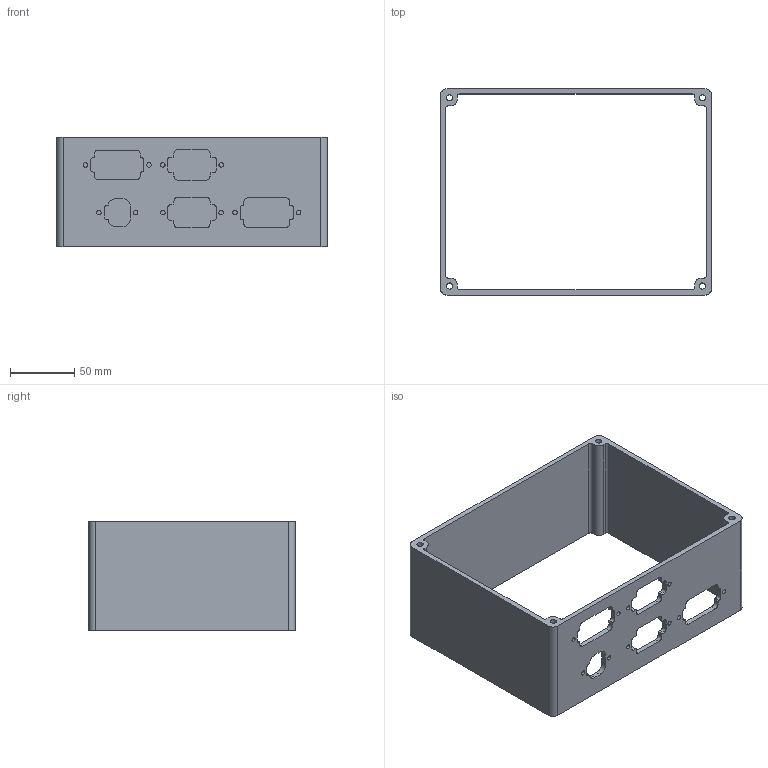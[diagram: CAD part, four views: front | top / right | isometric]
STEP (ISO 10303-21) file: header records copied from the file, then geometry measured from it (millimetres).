
FILE_DESCRIPTION( ( 'Unknown' ), '1' );
FILE_NAME( 'Plus-Profil_std.stp', 'Unknown', ( 'Unknown' ), ( 'Unknown' ), 'XStep 1.0', 'Unknown', ' ' );
FILE_SCHEMA( ( 'CONFIG_CONTROL_DESIGN' ) );
Length unit declared in the file: millimetre
Products named in the file (1): 1
Bounding box: 210 x 160 x 85 mm (x, y, z)
Volume: 249538.8 mm3; surface area: 127499.2 mm2
Topology: 1 solids, 1 shells, 158 faces, 482 edges, 326 vertices
Faces by surface type: cylinder 86, plane 72
Full cylindrical faces by diameter (mm): 3.5 x10, 4.8 x4
Entity records: 5398 total; most frequent: DIRECTION 944, CARTESIAN_POINT 925, ORIENTED_EDGE 908, EDGE_CURVE 454, AXIS2_PLACEMENT_3D 331, VERTEX_POINT 312, LINE 282, VECTOR 282
